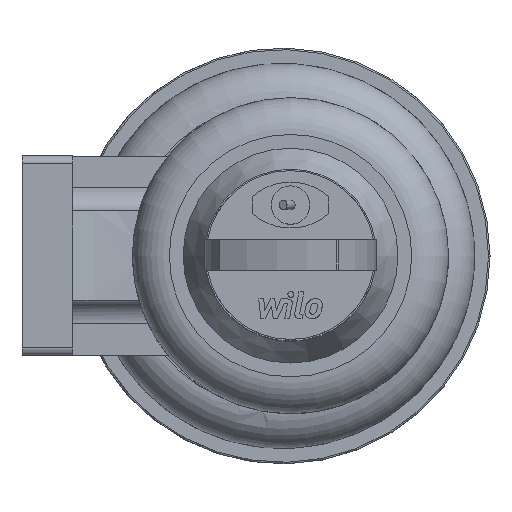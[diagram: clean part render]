
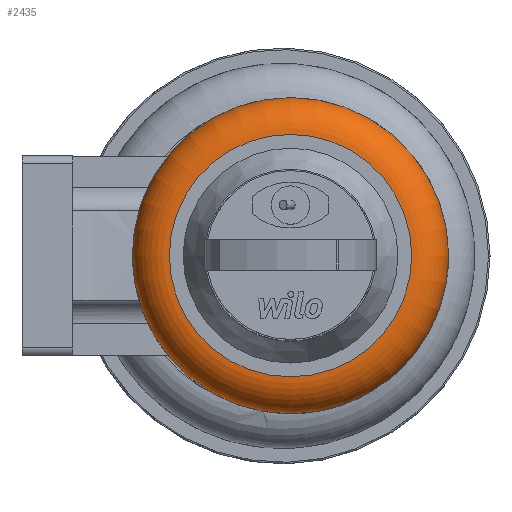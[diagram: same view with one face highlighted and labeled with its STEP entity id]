
A CAD part, top view. The second image highlights one B-rep face of the part: STEP entity #2435.
In plain terms, the highlighted toroidal (fillet/blend) face has major radius 79 mm and minor radius 24 mm.
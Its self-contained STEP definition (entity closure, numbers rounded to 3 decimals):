
#59=TOROIDAL_SURFACE('',#2635,79.,24.);
#69=FACE_BOUND('',#377,.T.);
#220=FACE_OUTER_BOUND('',#376,.T.);
#376=EDGE_LOOP('',(#1865));
#377=EDGE_LOOP('',(#1866));
#934=CIRCLE('',#2634,79.);
#935=CIRCLE('',#2636,103.);
#1141=VERTEX_POINT('',#4381);
#1142=VERTEX_POINT('',#4384);
#1420=EDGE_CURVE('',#1141,#1141,#934,.T.);
#1421=EDGE_CURVE('',#1142,#1142,#935,.T.);
#1865=ORIENTED_EDGE('',*,*,#1421,.F.);
#1866=ORIENTED_EDGE('',*,*,#1420,.T.);
#2435=ADVANCED_FACE('',(#220,#69),#59,.T.);
#2634=AXIS2_PLACEMENT_3D('',#4382,#2987,#2988);
#2635=AXIS2_PLACEMENT_3D('',#4383,#2989,#2990);
#2636=AXIS2_PLACEMENT_3D('',#4385,#2991,#2992);
#2987=DIRECTION('center_axis',(0.,0.,
-1.));
#2988=DIRECTION('ref_axis',(1.,0.,0.));
#2989=DIRECTION('center_axis',(0.,0.,
-1.));
#2990=DIRECTION('ref_axis',(1.,0.,0.));
#2991=DIRECTION('center_axis',(0.,0.,
-1.));
#2992=DIRECTION('ref_axis',(1.,0.,0.));
#4381=CARTESIAN_POINT('',(254.,0.,89.));
#4382=CARTESIAN_POINT('Origin',(175.,0.,89.));
#4383=CARTESIAN_POINT('Origin',(175.,0.,65.));
#4384=CARTESIAN_POINT('',(278.,0.,65.));
#4385=CARTESIAN_POINT('Origin',(175.,0.,65.));
